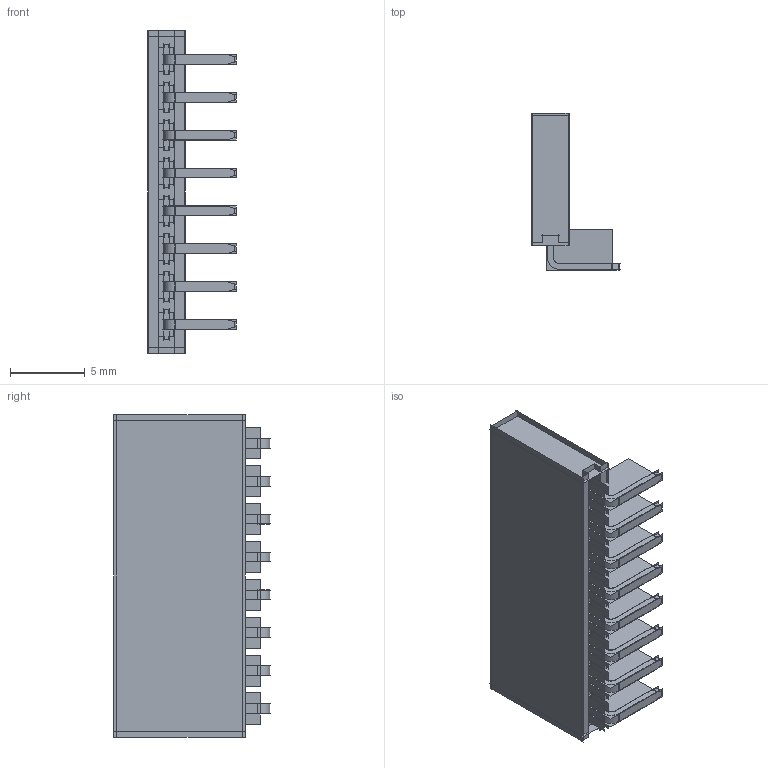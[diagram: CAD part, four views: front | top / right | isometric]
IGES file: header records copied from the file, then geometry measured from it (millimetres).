
Start section:  PTC IGES file: phfy-08r-b-034-f.igs
Global section: file name: phfy-08r-b-034-f.igs; native system: Pro/ENGINEER by Parametric Technology Corporation; preprocessor: 2007160; author: me-proj1; organization: Unknown; date: 20140305.135901; units: millimetre
Bounding box: 5.93 x 10.52 x 21.65 mm (x, y, z)
Surface area: 32136.8 mm2
Topology: 9 solids, 9 shells, 900 faces, 6024 edges, 8520 vertices
Faces by surface type: bspline 692, revolution 208
